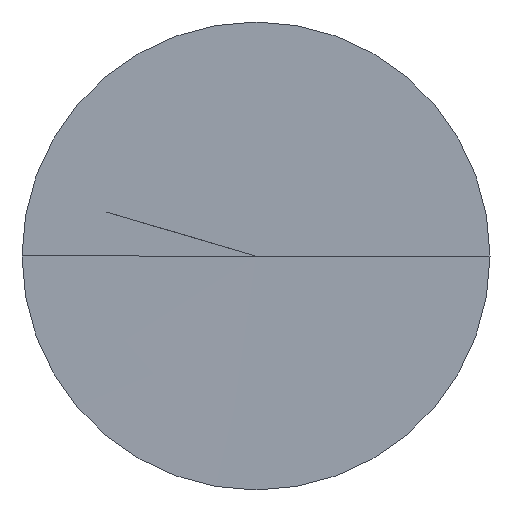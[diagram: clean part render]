
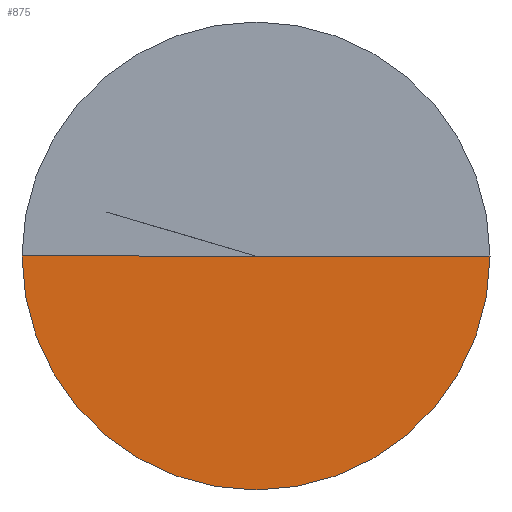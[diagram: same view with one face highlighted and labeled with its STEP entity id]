
A CAD part, top view. The second image highlights one B-rep face of the part: STEP entity #875.
In plain terms, the highlighted conical face has half-angle 89.981 degrees and reference radius 17.85 mm.
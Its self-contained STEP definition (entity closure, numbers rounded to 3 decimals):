
#361=CARTESIAN_POINT('',(0.,0.,0.012));
#362=DIRECTION('',(0.,0.,-1.));
#363=DIRECTION('',(1.,0.,0.));
#364=AXIS2_PLACEMENT_3D('',#361,#362,#363);
#371=DIRECTION('',(1.,0.,0.));
#372=VECTOR('',#371,35.);
#373=CARTESIAN_POINT('',(0.,0.,0.));
#374=LINE('',#373,#372);
#375=DIRECTION('',(-1.,0.,0.001));
#376=VECTOR('',#375,35.);
#377=CARTESIAN_POINT('',(0.,0.,0.));
#378=LINE('',#377,#376);
#379=CARTESIAN_POINT('',(0.,0.,0.));
#380=CARTESIAN_POINT('',(35.,0.,0.));
#381=VERTEX_POINT('',#379);
#382=VERTEX_POINT('',#380);
#383=CARTESIAN_POINT('',(-35.,0.,0.024));
#384=VERTEX_POINT('',#383);
#863=CARTESIAN_POINT('',(0.,0.,0.006));
#864=DIRECTION('',(0.,0.,1.));
#865=DIRECTION('',(-1.,0.,0.));
#866=AXIS2_PLACEMENT_3D('',#863,#864,#865);
#867=CONICAL_SURFACE('',#866,17.85,89.981);
#869=ORIENTED_EDGE('',*,*,#868,.T.);
#870=ORIENTED_EDGE('',*,*,#857,.T.);
#872=ORIENTED_EDGE('',*,*,#871,.F.);
#873=EDGE_LOOP('',(#869,#870,#872));
#874=FACE_OUTER_BOUND('',#873,.F.);
#875=ADVANCED_FACE('',(#874),#867,.F.);
#365=CIRCLE('',#364,35.);
#857=EDGE_CURVE('',#382,#384,#365,.T.);
#868=EDGE_CURVE('',#381,#382,#374,.T.);
#871=EDGE_CURVE('',#381,#384,#378,.T.);
